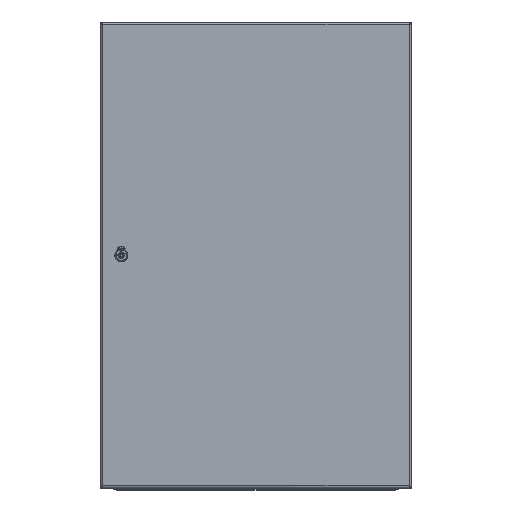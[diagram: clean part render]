
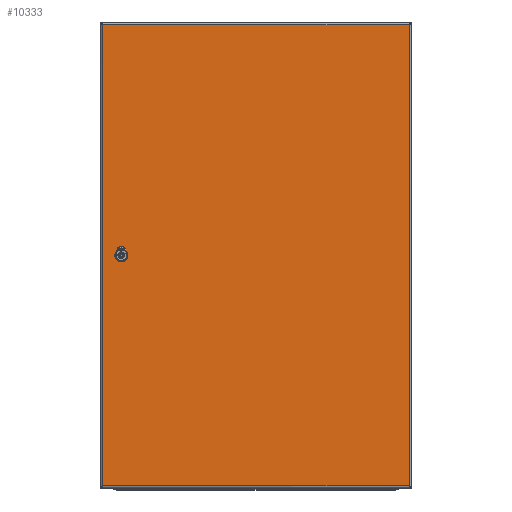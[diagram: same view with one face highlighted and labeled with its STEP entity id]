
A CAD part, top view. The second image highlights one B-rep face of the part: STEP entity #10333.
In plain terms, the highlighted face is planar.
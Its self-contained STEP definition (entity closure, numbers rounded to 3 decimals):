
#4109=FACE_BOUND('',#13346,.T.);
#4110=FACE_BOUND('',#13347,.T.);
#5693=PLANE('',#30529);
#7116=LINE('',#57093,#8835);
#7117=LINE('',#57098,#8836);
#7118=LINE('',#57102,#8837);
#7119=LINE('',#57106,#8838);
#7120=LINE('',#57109,#8839);
#7121=LINE('',#57112,#8840);
#7122=LINE('',#57114,#8841);
#7123=LINE('',#57116,#8842);
#8835=VECTOR('',#36200,1.);
#8836=VECTOR('',#36203,1.);
#8837=VECTOR('',#36206,1.);
#8838=VECTOR('',#36209,1.);
#8839=VECTOR('',#36212,1.);
#8840=VECTOR('',#36213,1.);
#8841=VECTOR('',#36214,1.);
#8842=VECTOR('',#36215,1.);
#10333=ADVANCED_FACE('',(#4109,#4110),#5693,.F.);
#13346=EDGE_LOOP('',(#19587,#19588,#19589,#19590,#19591,#19592,#19593,#19594));
#13347=EDGE_LOOP('',(#19595,#19596,#19597,#19598));
#19587=ORIENTED_EDGE('',*,*,#26472,.T.);
#19588=ORIENTED_EDGE('',*,*,#26473,.T.);
#19589=ORIENTED_EDGE('',*,*,#26474,.T.);
#19590=ORIENTED_EDGE('',*,*,#26475,.T.);
#19591=ORIENTED_EDGE('',*,*,#26476,.T.);
#19592=ORIENTED_EDGE('',*,*,#26477,.T.);
#19593=ORIENTED_EDGE('',*,*,#26478,.T.);
#19594=ORIENTED_EDGE('',*,*,#26479,.T.);
#19595=ORIENTED_EDGE('',*,*,#26480,.T.);
#19596=ORIENTED_EDGE('',*,*,#26481,.T.);
#19597=ORIENTED_EDGE('',*,*,#26482,.T.);
#19598=ORIENTED_EDGE('',*,*,#26483,.T.);
#23263=VERTEX_POINT('',#57094);
#23264=VERTEX_POINT('',#57095);
#23265=VERTEX_POINT('',#57097);
#23266=VERTEX_POINT('',#57099);
#23267=VERTEX_POINT('',#57101);
#23268=VERTEX_POINT('',#57103);
#23269=VERTEX_POINT('',#57105);
#23270=VERTEX_POINT('',#57107);
#23271=VERTEX_POINT('',#57110);
#23272=VERTEX_POINT('',#57111);
#23273=VERTEX_POINT('',#57113);
#23274=VERTEX_POINT('',#57115);
#26472=EDGE_CURVE('',#23263,#23264,#7116,.T.);
#26473=EDGE_CURVE('',#23264,#23265,#28341,.T.);
#26474=EDGE_CURVE('',#23265,#23266,#7117,.T.);
#26475=EDGE_CURVE('',#23266,#23267,#28342,.T.);
#26476=EDGE_CURVE('',#23267,#23268,#7118,.T.);
#26477=EDGE_CURVE('',#23268,#23269,#28343,.T.);
#26478=EDGE_CURVE('',#23269,#23270,#7119,.T.);
#26479=EDGE_CURVE('',#23270,#23263,#28344,.T.);
#26480=EDGE_CURVE('',#23271,#23272,#7120,.T.);
#26481=EDGE_CURVE('',#23272,#23273,#7121,.T.);
#26482=EDGE_CURVE('',#23273,#23274,#7122,.T.);
#26483=EDGE_CURVE('',#23274,#23271,#7123,.T.);
#28341=CIRCLE('',#30525,11.25);
#28342=CIRCLE('',#30526,11.25);
#28343=CIRCLE('',#30527,11.25);
#28344=CIRCLE('',#30528,11.25);
#30525=AXIS2_PLACEMENT_3D('',#57096,#36201,#36202);
#30526=AXIS2_PLACEMENT_3D('',#57100,#36204,#36205);
#30527=AXIS2_PLACEMENT_3D('',#57104,#36207,#36208);
#30528=AXIS2_PLACEMENT_3D('',#57108,#36210,#36211);
#30529=AXIS2_PLACEMENT_3D('',#57117,#36216,#36217);
#36200=DIRECTION('',(-1.,0.,0.));
#36201=DIRECTION('',(0.,0.,1.));
#36202=DIRECTION('',(1.,0.,0.));
#36203=DIRECTION('',(0.,-1.,0.));
#36204=DIRECTION('',(0.,0.,1.));
#36205=DIRECTION('',(1.,0.,0.));
#36206=DIRECTION('',(1.,0.,0.));
#36207=DIRECTION('',(0.,0.,1.));
#36208=DIRECTION('',(1.,0.,0.));
#36209=DIRECTION('',(0.,1.,0.));
#36210=DIRECTION('',(0.,0.,1.));
#36211=DIRECTION('',(1.,0.,0.));
#36212=DIRECTION('',(0.,1.,0.));
#36213=DIRECTION('',(1.,0.,0.));
#36214=DIRECTION('',(0.,-1.,0.));
#36215=DIRECTION('',(-1.,0.,0.));
#36216=DIRECTION('',(0.,0.,1.));
#36217=DIRECTION('',(-1.,0.,0.));
#57093=CARTESIAN_POINT('',(-396.25,10.2,0.));
#57094=CARTESIAN_POINT('',(350.996,10.2,0.));
#57095=CARTESIAN_POINT('',(341.504,10.2,0.));
#57096=CARTESIAN_POINT('',(346.25,0.,0.));
#57097=CARTESIAN_POINT('',(336.05,4.746,0.));
#57098=CARTESIAN_POINT('',(336.05,-595.5,0.));
#57099=CARTESIAN_POINT('',(336.05,-4.746,0.));
#57100=CARTESIAN_POINT('',(346.25,0.,0.));
#57101=CARTESIAN_POINT('',(341.504,-10.2,0.));
#57102=CARTESIAN_POINT('',(-396.25,-10.2,0.));
#57103=CARTESIAN_POINT('',(350.996,-10.2,0.));
#57104=CARTESIAN_POINT('',(346.25,0.,0.));
#57105=CARTESIAN_POINT('',(356.45,-4.746,0.));
#57106=CARTESIAN_POINT('',(356.45,-595.5,0.));
#57107=CARTESIAN_POINT('',(356.45,4.746,0.));
#57108=CARTESIAN_POINT('',(346.25,0.,0.));
#57109=CARTESIAN_POINT('',(-394.15,-595.5,0.));
#57110=CARTESIAN_POINT('',(-394.15,-593.4,0.));
#57111=CARTESIAN_POINT('',(-394.15,593.4,0.));
#57112=CARTESIAN_POINT('',(-396.25,593.4,0.));
#57113=CARTESIAN_POINT('',(394.15,593.4,0.));
#57114=CARTESIAN_POINT('',(394.15,-595.5,0.));
#57115=CARTESIAN_POINT('',(394.15,-593.4,0.));
#57116=CARTESIAN_POINT('',(-396.25,-593.4,0.));
#57117=CARTESIAN_POINT('',(-396.25,-595.5,0.));
